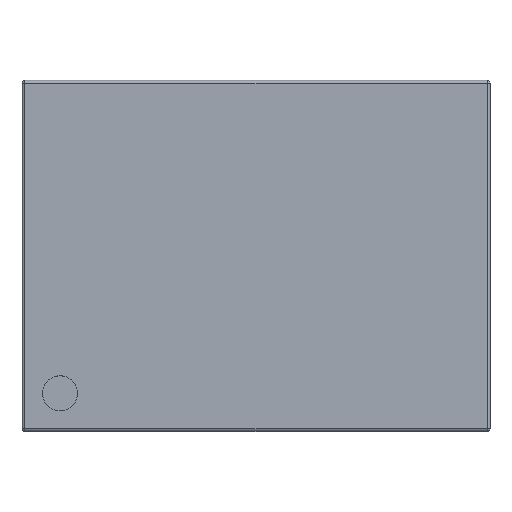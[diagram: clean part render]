
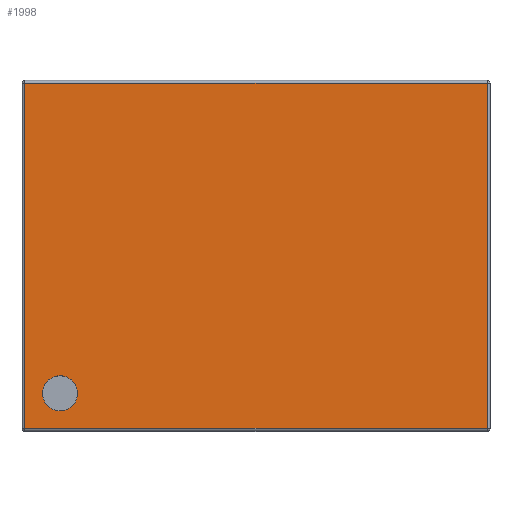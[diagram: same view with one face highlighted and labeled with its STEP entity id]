
A CAD part, top view. The second image highlights one B-rep face of the part: STEP entity #1998.
In plain terms, the highlighted planar face has unit normal (0, 0, 1).
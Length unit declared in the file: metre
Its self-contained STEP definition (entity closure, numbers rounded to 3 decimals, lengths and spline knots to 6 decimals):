
#215=LINE('',#3335,#447);
#216=LINE('',#3338,#448);
#217=LINE('',#3340,#449);
#218=LINE('',#3342,#450);
#447=VECTOR('',#2707,1.);
#448=VECTOR('',#2708,1.);
#449=VECTOR('',#2709,1.);
#450=VECTOR('',#2710,1.);
#813=ORIENTED_EDGE('',*,*,#1249,.T.);
#814=ORIENTED_EDGE('',*,*,#1250,.T.);
#815=ORIENTED_EDGE('',*,*,#1251,.T.);
#816=ORIENTED_EDGE('',*,*,#1252,.T.);
#817=ORIENTED_EDGE('',*,*,#1253,.T.);
#1249=EDGE_CURVE('',#1487,#1487,#1555,.F.);
#1250=EDGE_CURVE('',#1488,#1489,#215,.F.);
#1251=EDGE_CURVE('',#1489,#1490,#216,.F.);
#1252=EDGE_CURVE('',#1490,#1491,#217,.T.);
#1253=EDGE_CURVE('',#1491,#1488,#218,.T.);
#1487=VERTEX_POINT('',#3334);
#1488=VERTEX_POINT('',#3336);
#1489=VERTEX_POINT('',#3337);
#1490=VERTEX_POINT('',#3339);
#1491=VERTEX_POINT('',#3341);
#1555=CIRCLE('',#2282,0.00015);
#1651=EDGE_LOOP('',(#813));
#1652=EDGE_LOOP('',(#814,#815,#816,#817));
#1777=FACE_BOUND('',#1651,.T.);
#1778=FACE_BOUND('',#1652,.T.);
#1896=PLANE('',#2281);
#1998=ADVANCED_FACE('',(#1777,#1778),#1896,.T.);
#2281=AXIS2_PLACEMENT_3D('',#3332,#2703,#2704);
#2282=AXIS2_PLACEMENT_3D('',#3333,#2705,#2706);
#2703=DIRECTION('',(0.,0.,1.));
#2704=DIRECTION('',(1.,0.,0.));
#2705=DIRECTION('',(0.,0.,1.));
#2706=DIRECTION('',(1.,0.,0.));
#2707=DIRECTION('',(0.,-1.,0.));
#2708=DIRECTION('',(1.,0.,0.));
#2709=DIRECTION('',(0.,-1.,0.));
#2710=DIRECTION('',(1.,0.,0.));
#3332=CARTESIAN_POINT('',(0.,0.,0.001));
#3333=CARTESIAN_POINT('',(-0.001675,-0.001175,0.001));
#3334=CARTESIAN_POINT('',(-0.001525,-0.001175,0.001));
#3335=CARTESIAN_POINT('',(0.001975,0.,0.001));
#3336=CARTESIAN_POINT('',(0.001975,-0.001475,0.001));
#3337=CARTESIAN_POINT('',(0.001975,0.001475,0.001));
#3338=CARTESIAN_POINT('',(0.,0.001475,0.001));
#3339=CARTESIAN_POINT('',(-0.001975,0.001475,0.001));
#3340=CARTESIAN_POINT('',(-0.001975,-0.0015,0.001));
#3341=CARTESIAN_POINT('',(-0.001975,-0.001475,0.001));
#3342=CARTESIAN_POINT('',(0.002,-0.001475,0.001));
